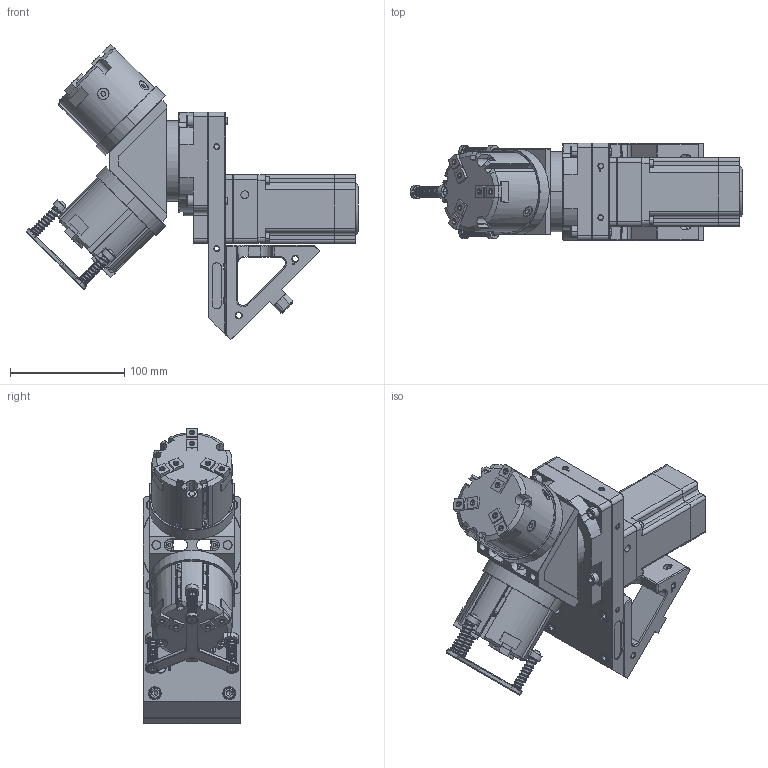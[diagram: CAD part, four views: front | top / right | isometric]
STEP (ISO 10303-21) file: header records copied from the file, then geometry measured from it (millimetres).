
FILE_DESCRIPTION (( 'STEP AP203' ), '1' );
FILE_NAME ('FY-BPT085-10&HFCY-D50-RT45.STEP', '2024-08-16T01:32:18', ( 'User' ), ( 'Microsoft' ), 'SwSTEP 2.0', 'SolidWorks 2015', '' );
FILE_SCHEMA (( 'CONFIG_CONTROL_DESIGN' ));
Length unit declared in the file: millimetre
Products named in the file (1): FY-BPT085-10&HFCY-D50-RT45
Bounding box: 290.03 x 85 x 258.09 mm (x, y, z)
Surface area: 231111.5 mm2 (no closed solid volume)
Topology: 0 solids, 135 shells, 1316 faces, 6076 edges, 4775 vertices
Faces by surface type: plane 640, cylinder 336, cone 248, bspline 48, torus 38, sphere 6
Entity records: 91113 total; most frequent: CARTESIAN_POINT 44523, DIRECTION 8875, ORIENTED_EDGE 8491, EDGE_CURVE 6046, VERTEX_POINT 4775, VECTOR 3549, LINE 3549, AXIS2_PLACEMENT_3D 2663
